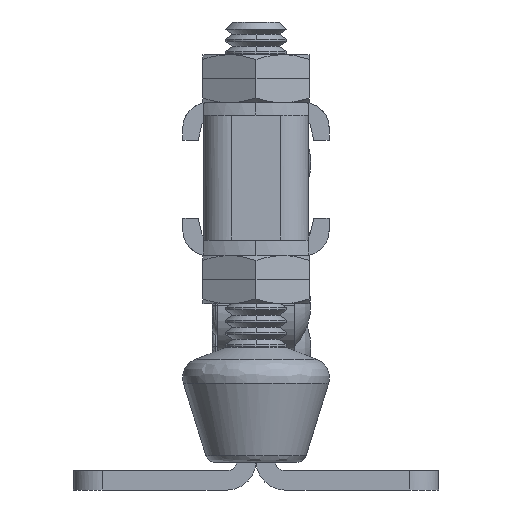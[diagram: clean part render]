
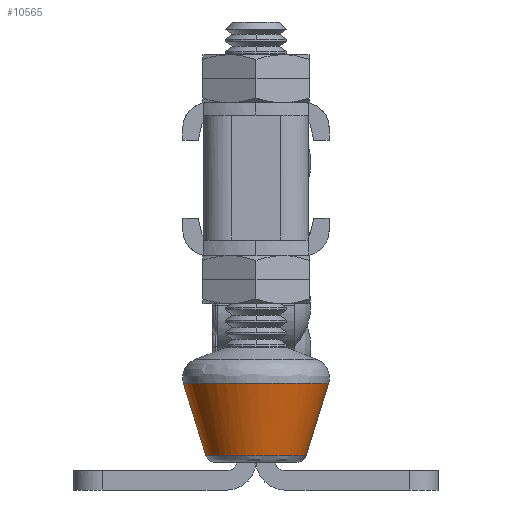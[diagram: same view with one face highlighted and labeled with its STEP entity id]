
A CAD part, front view. The second image highlights one B-rep face of the part: STEP entity #10565.
In plain terms, the highlighted free-form (B-spline) face has degree [1, 3] with [2, 4] control points.
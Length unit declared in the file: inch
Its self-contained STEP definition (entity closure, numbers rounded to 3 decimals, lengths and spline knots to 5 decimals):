
#5484=EDGE_CURVE('',#7930,#10291,#12882,.T.);
#7930=VERTEX_POINT('',#15513);
#9156=EDGE_CURVE('',#7930,#9378,#16825,.T.);
#9326=EDGE_CURVE('',#9685,#10291,#17010,.T.);
#9378=VERTEX_POINT('',#17064);
#9685=VERTEX_POINT('',#17386);
#10291=VERTEX_POINT('',#18037);
#10317=EDGE_CURVE('',#9685,#9378,#18065,.T.);
#10565=ADVANCED_FACE('',(#18324),#18325,.T.);
#12882=(B_SPLINE_CURVE(3,(#23613,#23614,#23615,#23616),.UNSPECIFIED.,.F.,.F.)B_SPLINE_CURVE_WITH_KNOTS((4,4),(0.0,3.14159),.UNSPECIFIED.)RATIONAL_B_SPLINE_CURVE((1.0,0.333,0.333,1.0))BOUNDED_CURVE()REPRESENTATION_ITEM('')GEOMETRIC_REPRESENTATION_ITEM()CURVE());
#15513=CARTESIAN_POINT('',(0.20544,-1.49435,0.14116));
#16825=B_SPLINE_CURVE_WITH_KNOTS('',1,(#33512,#33513),.UNSPECIFIED.,.F.,.F.,(2,2),(-0.00973,-0.00186),.UNSPECIFIED.);
#17010=B_SPLINE_CURVE_WITH_KNOTS('',1,(#34101,#34102),.UNSPECIFIED.,.F.,.F.,(2,2),(0.00186,0.00973),.UNSPECIFIED.);
#17064=CARTESIAN_POINT('',(0.29723,-1.49435,0.43724));
#17386=CARTESIAN_POINT('',(-0.29723,-1.49435,0.43724));
#18037=CARTESIAN_POINT('',(-0.20544,-1.49435,0.14116));
#18065=(B_SPLINE_CURVE(3,(#36413,#36414,#36415,#36416),.UNSPECIFIED.,.F.,.F.)B_SPLINE_CURVE_WITH_KNOTS((4,4),(-3.14159,-0.0),.UNSPECIFIED.)RATIONAL_B_SPLINE_CURVE((1.0,0.333,0.333,1.0))BOUNDED_CURVE()REPRESENTATION_ITEM('')GEOMETRIC_REPRESENTATION_ITEM()CURVE());
#18324=FACE_OUTER_BOUND('',#37052,.T.);
#18325=(B_SPLINE_SURFACE(1,3,((#37054,#37055,#37056,#37057),(#37058,#37059,#37060,#37061)),.UNSPECIFIED.,.F.,.F.,.F.)B_SPLINE_SURFACE_WITH_KNOTS((2,2),(4,4),(0.09091,1.0),(0.0,1.0),.UNSPECIFIED.)RATIONAL_B_SPLINE_SURFACE(((1.0,0.333,0.333,1.0),(1.0,0.333,0.333,1.0)))BOUNDED_SURFACE()REPRESENTATION_ITEM('')GEOMETRIC_REPRESENTATION_ITEM()SURFACE());
#23613=CARTESIAN_POINT('',(0.20544,-1.49435,0.14116));
#23614=CARTESIAN_POINT('',(0.20544,-1.90523,0.14116));
#23615=CARTESIAN_POINT('',(-0.20544,-1.90523,0.14116));
#23616=CARTESIAN_POINT('',(-0.20544,-1.49435,0.14116));
#33512=CARTESIAN_POINT('',(0.20544,-1.49435,0.14116));
#33513=CARTESIAN_POINT('',(0.29723,-1.49435,0.43724));
#34101=CARTESIAN_POINT('',(-0.29723,-1.49435,0.43724));
#34102=CARTESIAN_POINT('',(-0.20544,-1.49435,0.14116));
#36413=CARTESIAN_POINT('',(-0.29723,-1.49435,0.43724));
#36414=CARTESIAN_POINT('',(-0.29723,-2.08881,0.43724));
#36415=CARTESIAN_POINT('',(0.29723,-2.08881,0.43724));
#36416=CARTESIAN_POINT('',(0.29723,-1.49435,0.43724));
#37052=EDGE_LOOP('',(#44975,#44976,#44977,#44978));
#37054=CARTESIAN_POINT('',(-0.29723,-1.49435,0.43724));
#37055=CARTESIAN_POINT('',(-0.29723,-2.08881,0.43724));
#37056=CARTESIAN_POINT('',(0.29723,-2.08881,0.43724));
#37057=CARTESIAN_POINT('',(0.29723,-1.49435,0.43724));
#37058=CARTESIAN_POINT('',(-0.20544,-1.49435,0.14116));
#37059=CARTESIAN_POINT('',(-0.20544,-1.90523,0.14116));
#37060=CARTESIAN_POINT('',(0.20544,-1.90523,0.14116));
#37061=CARTESIAN_POINT('',(0.20544,-1.49435,0.14116));
#44975=ORIENTED_EDGE('',*,*,#5484,.F.);
#44976=ORIENTED_EDGE('',*,*,#9156,.T.);
#44977=ORIENTED_EDGE('',*,*,#10317,.F.);
#44978=ORIENTED_EDGE('',*,*,#9326,.T.);
